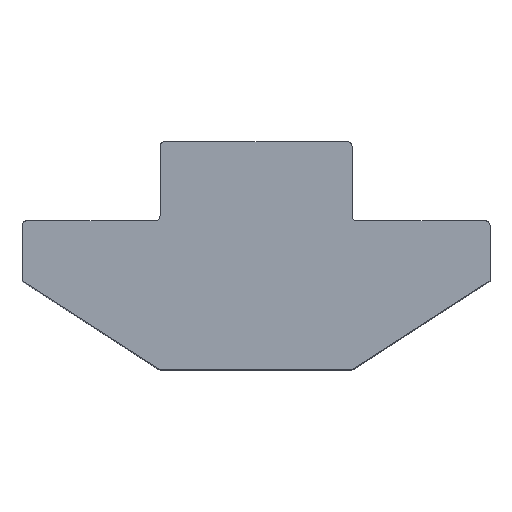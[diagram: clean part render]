
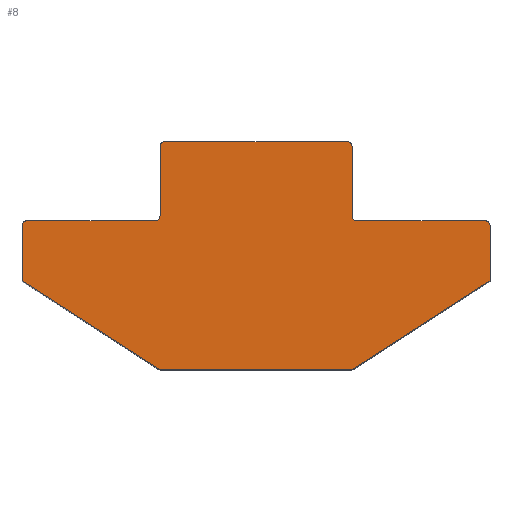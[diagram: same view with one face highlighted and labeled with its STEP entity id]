
A CAD part, top view. The second image highlights one B-rep face of the part: STEP entity #8.
In plain terms, the highlighted planar face has unit normal (0, 0, 1).
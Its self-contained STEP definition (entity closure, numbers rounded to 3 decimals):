
#8 = ADVANCED_FACE ( 'NONE', ( #450 ), #518, .F. ) ;
#11 = AXIS2_PLACEMENT_3D ( 'NONE', #766, #283, #14 ) ;
#14 = DIRECTION ( 'NONE',  ( -1., 0., 0. ) ) ;
#16 = CARTESIAN_POINT ( 'NONE',  ( -4.2, -3.3, 10. ) ) ;
#17 = VERTEX_POINT ( 'NONE', #857 ) ;
#27 = LINE ( 'NONE', #301, #269 ) ;
#30 = AXIS2_PLACEMENT_3D ( 'NONE', #627, #285, #635 ) ;
#35 = VERTEX_POINT ( 'NONE', #644 ) ;
#39 = AXIS2_PLACEMENT_3D ( 'NONE', #799, #259, #592 ) ;
#50 = VERTEX_POINT ( 'NONE', #298 ) ;
#52 = EDGE_CURVE ( 'NONE', #76, #659, #573, .T. ) ;
#62 = DIRECTION ( 'NONE',  ( -1., 0., 0. ) ) ;
#66 = VECTOR ( 'NONE', #419, 1000. ) ;
#71 = CARTESIAN_POINT ( 'NONE',  ( -4., -9.5, 10. ) ) ;
#76 = VERTEX_POINT ( 'NONE', #124 ) ;
#83 = EDGE_CURVE ( 'NONE', #35, #398, #130, .T. ) ;
#89 = CARTESIAN_POINT ( 'NONE',  ( 3.8, 0., 10. ) ) ;
#97 = CARTESIAN_POINT ( 'NONE',  ( 0., 0., 10. ) ) ;
#102 = ORIENTED_EDGE ( 'NONE', *, *, #614, .T. ) ;
#105 = LINE ( 'NONE', #507, #129 ) ;
#116 = CARTESIAN_POINT ( 'NONE',  ( -3.941, -9.3, 10. ) ) ;
#118 = VERTEX_POINT ( 'NONE', #525 ) ;
#123 = LINE ( 'NONE', #332, #139 ) ;
#124 = CARTESIAN_POINT ( 'NONE',  ( 4.049, -9.468, 10. ) ) ;
#126 = CARTESIAN_POINT ( 'NONE',  ( 3.941, -9.3, 10. ) ) ;
#129 = VECTOR ( 'NONE', #778, 1000. ) ;
#130 = CIRCLE ( 'NONE', #39, 0.2 ) ;
#131 = CIRCLE ( 'NONE', #147, 0.2 ) ;
#136 = VECTOR ( 'NONE', #553, 1000. ) ;
#139 = VECTOR ( 'NONE', #399, 1000. ) ;
#140 = EDGE_CURVE ( 'NONE', #439, #76, #513, .T. ) ;
#147 = AXIS2_PLACEMENT_3D ( 'NONE', #116, #666, #322 ) ;
#154 = ORIENTED_EDGE ( 'NONE', *, *, #683, .T. ) ;
#156 = CARTESIAN_POINT ( 'NONE',  ( 9.75, -3.3, 10. ) ) ;
#157 = VERTEX_POINT ( 'NONE', #671 ) ;
#162 = DIRECTION ( 'NONE',  ( -1., 0., 0. ) ) ;
#165 = ORIENTED_EDGE ( 'NONE', *, *, #776, .T. ) ;
#177 = EDGE_CURVE ( 'NONE', #118, #624, #601, .T. ) ;
#183 = EDGE_CURVE ( 'NONE', #830, #361, #131, .T. ) ;
#184 = CARTESIAN_POINT ( 'NONE',  ( -4., 0., 10. ) ) ;
#188 = EDGE_LOOP ( 'NONE', ( #253, #549, #636, #617, #154, #828, #499, #457, #248, #672, #102, #243, #323, #755, #165, #281, #482, #835 ) ) ;
#190 = DIRECTION ( 'NONE',  ( 0., 0., 1. ) ) ;
#193 = DIRECTION ( 'NONE',  ( -1., 0., 0. ) ) ;
#201 = AXIS2_PLACEMENT_3D ( 'NONE', #126, #190, #193 ) ;
#216 = CARTESIAN_POINT ( 'NONE',  ( -3.941, -9.5, 10. ) ) ;
#220 = LINE ( 'NONE', #417, #632 ) ;
#228 = EDGE_CURVE ( 'NONE', #50, #883, #229, .T. ) ;
#229 = LINE ( 'NONE', #363, #867 ) ;
#232 = DIRECTION ( 'NONE',  ( 0.841, 0.541, 0. ) ) ;
#238 = CARTESIAN_POINT ( 'NONE',  ( 4.2, -3.3, 10. ) ) ;
#243 = ORIENTED_EDGE ( 'NONE', *, *, #177, .T. ) ;
#248 = ORIENTED_EDGE ( 'NONE', *, *, #83, .T. ) ;
#253 = ORIENTED_EDGE ( 'NONE', *, *, #477, .T. ) ;
#259 = DIRECTION ( 'NONE',  ( 0., 0., 1. ) ) ;
#269 = VECTOR ( 'NONE', #577, 1000. ) ;
#281 = ORIENTED_EDGE ( 'NONE', *, *, #228, .T. ) ;
#283 = DIRECTION ( 'NONE',  ( 0., 0., 1. ) ) ;
#285 = DIRECTION ( 'NONE',  ( 0., 0., -1. ) ) ;
#288 = CARTESIAN_POINT ( 'NONE',  ( 9.75, -5.8, 10. ) ) ;
#298 = CARTESIAN_POINT ( 'NONE',  ( -9.75, -3.5, 10. ) ) ;
#301 = CARTESIAN_POINT ( 'NONE',  ( 4., 0., 10. ) ) ;
#306 = EDGE_CURVE ( 'NONE', #763, #739, #622, .T. ) ;
#322 = DIRECTION ( 'NONE',  ( -1., 0., 0. ) ) ;
#323 = ORIENTED_EDGE ( 'NONE', *, *, #394, .T. ) ;
#327 = AXIS2_PLACEMENT_3D ( 'NONE', #97, #654, #787 ) ;
#332 = CARTESIAN_POINT ( 'NONE',  ( -4., -3.3, 10. ) ) ;
#335 = EDGE_CURVE ( 'NONE', #739, #35, #27, .T. ) ;
#343 = CARTESIAN_POINT ( 'NONE',  ( 4., -3.3, 10. ) ) ;
#361 = VERTEX_POINT ( 'NONE', #216 ) ;
#362 = DIRECTION ( 'NONE',  ( -1., 0., 0. ) ) ;
#363 = CARTESIAN_POINT ( 'NONE',  ( -9.75, -3.3, 10. ) ) ;
#367 = EDGE_CURVE ( 'NONE', #659, #17, #571, .T. ) ;
#368 = VECTOR ( 'NONE', #390, 1000. ) ;
#386 = CARTESIAN_POINT ( 'NONE',  ( 4.2, -3.1, 10. ) ) ;
#390 = DIRECTION ( 'NONE',  ( 0., -1., 0. ) ) ;
#393 = CIRCLE ( 'NONE', #11, 0.2 ) ;
#394 = EDGE_CURVE ( 'NONE', #624, #433, #687, .T. ) ;
#395 = AXIS2_PLACEMENT_3D ( 'NONE', #646, #586, #362 ) ;
#398 = VERTEX_POINT ( 'NONE', #89 ) ;
#399 = DIRECTION ( 'NONE',  ( -1., 0., 0. ) ) ;
#406 = CIRCLE ( 'NONE', #395, 0.2 ) ;
#412 = CARTESIAN_POINT ( 'NONE',  ( 3.941, -9.5, 10. ) ) ;
#417 = CARTESIAN_POINT ( 'NONE',  ( 4., 0., 10. ) ) ;
#419 = DIRECTION ( 'NONE',  ( 1., 0., 0. ) ) ;
#423 = DIRECTION ( 'NONE',  ( 0., 0., 1. ) ) ;
#433 = VERTEX_POINT ( 'NONE', #16 ) ;
#439 = VERTEX_POINT ( 'NONE', #412 ) ;
#444 = CARTESIAN_POINT ( 'NONE',  ( 9.55, -3.3, 10. ) ) ;
#450 = FACE_OUTER_BOUND ( 'NONE', #188, .T. ) ;
#451 = EDGE_CURVE ( 'NONE', #566, #763, #686, .T. ) ;
#457 = ORIENTED_EDGE ( 'NONE', *, *, #335, .T. ) ;
#477 = EDGE_CURVE ( 'NONE', #361, #439, #752, .T. ) ;
#482 = ORIENTED_EDGE ( 'NONE', *, *, #875, .T. ) ;
#495 = DIRECTION ( 'NONE',  ( -1., 0., 0. ) ) ;
#499 = ORIENTED_EDGE ( 'NONE', *, *, #306, .T. ) ;
#501 = CARTESIAN_POINT ( 'NONE',  ( -4.049, -9.468, 10. ) ) ;
#507 = CARTESIAN_POINT ( 'NONE',  ( -9.75, -5.8, 10. ) ) ;
#513 = CIRCLE ( 'NONE', #201, 0.2 ) ;
#518 = PLANE ( 'NONE',  #327 ) ;
#525 = CARTESIAN_POINT ( 'NONE',  ( -4., -0.2, 10. ) ) ;
#544 = CARTESIAN_POINT ( 'NONE',  ( 4., -3.1, 10. ) ) ;
#549 = ORIENTED_EDGE ( 'NONE', *, *, #140, .T. ) ;
#553 = DIRECTION ( 'NONE',  ( -1., 0., 0. ) ) ;
#555 = VERTEX_POINT ( 'NONE', #862 ) ;
#556 = VECTOR ( 'NONE', #825, 1000. ) ;
#566 = VERTEX_POINT ( 'NONE', #444 ) ;
#567 = VECTOR ( 'NONE', #232, 1000. ) ;
#571 = LINE ( 'NONE', #156, #556 ) ;
#573 = LINE ( 'NONE', #840, #567 ) ;
#577 = DIRECTION ( 'NONE',  ( 0., 1., 0. ) ) ;
#586 = DIRECTION ( 'NONE',  ( 0., 0., 1. ) ) ;
#592 = DIRECTION ( 'NONE',  ( -1., 0., 0. ) ) ;
#601 = LINE ( 'NONE', #184, #368 ) ;
#614 = EDGE_CURVE ( 'NONE', #157, #118, #859, .T. ) ;
#617 = ORIENTED_EDGE ( 'NONE', *, *, #367, .T. ) ;
#619 = CARTESIAN_POINT ( 'NONE',  ( -4., -3.1, 10. ) ) ;
#622 = CIRCLE ( 'NONE', #803, 0.2 ) ;
#624 = VERTEX_POINT ( 'NONE', #619 ) ;
#627 = CARTESIAN_POINT ( 'NONE',  ( -4.2, -3.1, 10. ) ) ;
#632 = VECTOR ( 'NONE', #495, 1000. ) ;
#635 = DIRECTION ( 'NONE',  ( -1., 0., 0. ) ) ;
#636 = ORIENTED_EDGE ( 'NONE', *, *, #52, .T. ) ;
#644 = CARTESIAN_POINT ( 'NONE',  ( 4., -0.2, 10. ) ) ;
#646 = CARTESIAN_POINT ( 'NONE',  ( -9.55, -3.5, 10. ) ) ;
#654 = DIRECTION ( 'NONE',  ( 0., 0., -1. ) ) ;
#659 = VERTEX_POINT ( 'NONE', #288 ) ;
#666 = DIRECTION ( 'NONE',  ( 0., 0., 1. ) ) ;
#671 = CARTESIAN_POINT ( 'NONE',  ( -3.8, 0., 10. ) ) ;
#672 = ORIENTED_EDGE ( 'NONE', *, *, #727, .T. ) ;
#683 = EDGE_CURVE ( 'NONE', #17, #566, #393, .T. ) ;
#686 = LINE ( 'NONE', #343, #136 ) ;
#687 = CIRCLE ( 'NONE', #30, 0.2 ) ;
#700 = CARTESIAN_POINT ( 'NONE',  ( -3.8, -0.2, 10. ) ) ;
#706 = DIRECTION ( 'NONE',  ( 0., 0., -1. ) ) ;
#727 = EDGE_CURVE ( 'NONE', #398, #157, #220, .T. ) ;
#739 = VERTEX_POINT ( 'NONE', #544 ) ;
#752 = LINE ( 'NONE', #71, #66 ) ;
#755 = ORIENTED_EDGE ( 'NONE', *, *, #884, .T. ) ;
#763 = VERTEX_POINT ( 'NONE', #238 ) ;
#766 = CARTESIAN_POINT ( 'NONE',  ( 9.55, -3.5, 10. ) ) ;
#776 = EDGE_CURVE ( 'NONE', #555, #50, #406, .T. ) ;
#778 = DIRECTION ( 'NONE',  ( 0.841, -0.541, 0. ) ) ;
#787 = DIRECTION ( 'NONE',  ( -1., 0., 0. ) ) ;
#789 = AXIS2_PLACEMENT_3D ( 'NONE', #700, #423, #62 ) ;
#799 = CARTESIAN_POINT ( 'NONE',  ( 3.8, -0.2, 10. ) ) ;
#803 = AXIS2_PLACEMENT_3D ( 'NONE', #386, #706, #162 ) ;
#825 = DIRECTION ( 'NONE',  ( 0., 1., 0. ) ) ;
#828 = ORIENTED_EDGE ( 'NONE', *, *, #451, .T. ) ;
#830 = VERTEX_POINT ( 'NONE', #501 ) ;
#832 = DIRECTION ( 'NONE',  ( 0., -1., 0. ) ) ;
#835 = ORIENTED_EDGE ( 'NONE', *, *, #183, .T. ) ;
#840 = CARTESIAN_POINT ( 'NONE',  ( 9.75, -5.8, 10. ) ) ;
#857 = CARTESIAN_POINT ( 'NONE',  ( 9.75, -3.5, 10. ) ) ;
#859 = CIRCLE ( 'NONE', #789, 0.2 ) ;
#862 = CARTESIAN_POINT ( 'NONE',  ( -9.55, -3.3, 10. ) ) ;
#867 = VECTOR ( 'NONE', #832, 1000. ) ;
#875 = EDGE_CURVE ( 'NONE', #883, #830, #105, .T. ) ;
#878 = CARTESIAN_POINT ( 'NONE',  ( -9.75, -5.8, 10. ) ) ;
#883 = VERTEX_POINT ( 'NONE', #878 ) ;
#884 = EDGE_CURVE ( 'NONE', #433, #555, #123, .T. ) ;
